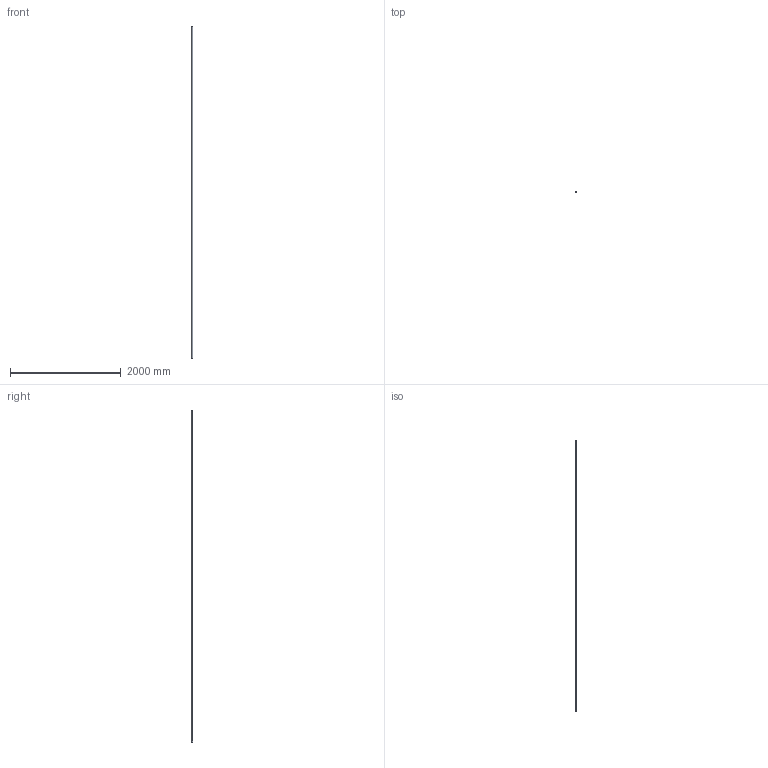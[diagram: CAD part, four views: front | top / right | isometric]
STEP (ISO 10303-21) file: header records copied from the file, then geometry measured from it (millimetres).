
FILE_DESCRIPTION (( 'STEP AP203' ), '1' );
FILE_NAME ('55100-ST.step', '2021-12-22T10:32:56', ( '' ), ( '' ), 'SwSTEP 2.0', 'SolidWorks 2018', '' );
FILE_SCHEMA (( 'CONFIG_CONTROL_DESIGN' ));
Length unit declared in the file: millimetre
Products named in the file (2): 55100-ST
Bounding box: 21.3 x 21.3 x 6000 mm (x, y, z)
Volume: 727592.3 mm3; surface area: 727844.2 mm2
Topology: 1 solids, 1 shells, 216 faces, 581 edges, 380 vertices
Faces by surface type: bspline 97, plane 88, cylinder 31
Entity records: 10854 total; most frequent: CARTESIAN_POINT 5936, ORIENTED_EDGE 1162, DIRECTION 695, EDGE_CURVE 581, VERTEX_POINT 380, VECTOR 277, LINE 277, EDGE_LOOP 231
